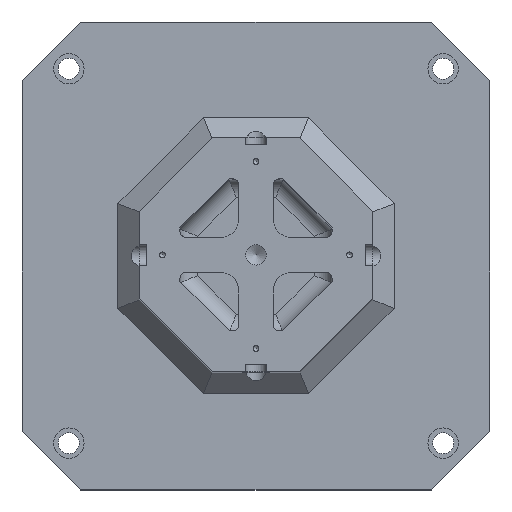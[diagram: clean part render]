
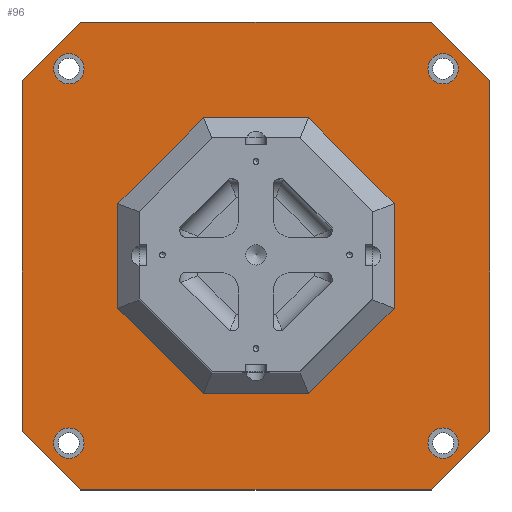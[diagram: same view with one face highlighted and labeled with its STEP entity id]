
A CAD part, top view. The second image highlights one B-rep face of the part: STEP entity #96.
In plain terms, the highlighted planar face has unit normal (0, 0, 1).
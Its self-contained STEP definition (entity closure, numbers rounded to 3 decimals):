
#96 = ADVANCED_FACE( '', ( #405, #406, #407, #408, #409, #410 ), #411, .T. );
#405 = FACE_BOUND( '', #1053, .T. );
#406 = FACE_BOUND( '', #1054, .T. );
#407 = FACE_BOUND( '', #1055, .T. );
#408 = FACE_BOUND( '', #1056, .T. );
#409 = FACE_BOUND( '', #1057, .T. );
#410 = FACE_OUTER_BOUND( '', #1058, .T. );
#411 = PLANE( '', #1059 );
#1053 = EDGE_LOOP( '', ( #1902 ) );
#1054 = EDGE_LOOP( '', ( #1903 ) );
#1055 = EDGE_LOOP( '', ( #1904 ) );
#1056 = EDGE_LOOP( '', ( #1905 ) );
#1057 = EDGE_LOOP( '', ( #1906, #1907, #1908, #1909, #1910, #1911, #1912, #1913 ) );
#1058 = EDGE_LOOP( '', ( #1914, #1915, #1916, #1917, #1918, #1919, #1920, #1921 ) );
#1059 = AXIS2_PLACEMENT_3D( '', #1922, #1923, #1924 );
#1902 = ORIENTED_EDGE( '', *, *, #3394, .T. );
#1903 = ORIENTED_EDGE( '', *, *, #3395, .T. );
#1904 = ORIENTED_EDGE( '', *, *, #3396, .T. );
#1905 = ORIENTED_EDGE( '', *, *, #3397, .T. );
#1906 = ORIENTED_EDGE( '', *, *, #3398, .T. );
#1907 = ORIENTED_EDGE( '', *, *, #3399, .T. );
#1908 = ORIENTED_EDGE( '', *, *, #3400, .T. );
#1909 = ORIENTED_EDGE( '', *, *, #3401, .T. );
#1910 = ORIENTED_EDGE( '', *, *, #3321, .T. );
#1911 = ORIENTED_EDGE( '', *, *, #3402, .T. );
#1912 = ORIENTED_EDGE( '', *, *, #3403, .T. );
#1913 = ORIENTED_EDGE( '', *, *, #3404, .T. );
#1914 = ORIENTED_EDGE( '', *, *, #3405, .T. );
#1915 = ORIENTED_EDGE( '', *, *, #3406, .T. );
#1916 = ORIENTED_EDGE( '', *, *, #3407, .T. );
#1917 = ORIENTED_EDGE( '', *, *, #3204, .T. );
#1918 = ORIENTED_EDGE( '', *, *, #3290, .T. );
#1919 = ORIENTED_EDGE( '', *, *, #3408, .T. );
#1920 = ORIENTED_EDGE( '', *, *, #3409, .T. );
#1921 = ORIENTED_EDGE( '', *, *, #3410, .T. );
#1922 = CARTESIAN_POINT( '', ( -200., -200., 40. ) );
#1923 = DIRECTION( '', ( 0., 0., 1. ) );
#1924 = DIRECTION( '', ( 1., 0., 0. ) );
#3204 = EDGE_CURVE( '', #3674, #3675, #3676, .F. );
#3290 = EDGE_CURVE( '', #3675, #3836, #3838, .T. );
#3321 = EDGE_CURVE( '', #3896, #3893, #3897, .T. );
#3394 = EDGE_CURVE( '', #4029, #4029, #4030, .T. );
#3395 = EDGE_CURVE( '', #4031, #4031, #4032, .T. );
#3396 = EDGE_CURVE( '', #4033, #4033, #4034, .T. );
#3397 = EDGE_CURVE( '', #4035, #4035, #4036, .T. );
#3398 = EDGE_CURVE( '', #4037, #4038, #4039, .T. );
#3399 = EDGE_CURVE( '', #4038, #4040, #4041, .T. );
#3400 = EDGE_CURVE( '', #4040, #4042, #4043, .T. );
#3401 = EDGE_CURVE( '', #4042, #3896, #4044, .T. );
#3402 = EDGE_CURVE( '', #3893, #4045, #4046, .T. );
#3403 = EDGE_CURVE( '', #4045, #4047, #4048, .T. );
#3404 = EDGE_CURVE( '', #4047, #4037, #4049, .T. );
#3405 = EDGE_CURVE( '', #4050, #4051, #4052, .T. );
#3406 = EDGE_CURVE( '', #4051, #4053, #4054, .F. );
#3407 = EDGE_CURVE( '', #4053, #3674, #4055, .T. );
#3408 = EDGE_CURVE( '', #3836, #4056, #4057, .F. );
#3409 = EDGE_CURVE( '', #4056, #4058, #4059, .T. );
#3410 = EDGE_CURVE( '', #4058, #4050, #4060, .F. );
#3674 = VERTEX_POINT( '', #4462 );
#3675 = VERTEX_POINT( '', #4463 );
#3676 = LINE( '', #4464, #4465 );
#3836 = VERTEX_POINT( '', #4682 );
#3838 = LINE( '', #4685, #4686 );
#3893 = VERTEX_POINT( '', #4755 );
#3896 = VERTEX_POINT( '', #4759 );
#3897 = LINE( '', #4760, #4761 );
#4029 = VERTEX_POINT( '', #4928 );
#4030 = CIRCLE( '', #4929, 13. );
#4031 = VERTEX_POINT( '', #4930 );
#4032 = CIRCLE( '', #4931, 13. );
#4033 = VERTEX_POINT( '', #4932 );
#4034 = CIRCLE( '', #4933, 13. );
#4035 = VERTEX_POINT( '', #4934 );
#4036 = CIRCLE( '', #4935, 13. );
#4037 = VERTEX_POINT( '', #4936 );
#4038 = VERTEX_POINT( '', #4937 );
#4039 = LINE( '', #4938, #4939 );
#4040 = VERTEX_POINT( '', #4940 );
#4041 = LINE( '', #4941, #4942 );
#4042 = VERTEX_POINT( '', #4943 );
#4043 = LINE( '', #4944, #4945 );
#4044 = LINE( '', #4946, #4947 );
#4045 = VERTEX_POINT( '', #4948 );
#4046 = LINE( '', #4949, #4950 );
#4047 = VERTEX_POINT( '', #4951 );
#4048 = LINE( '', #4952, #4953 );
#4049 = LINE( '', #4954, #4955 );
#4050 = VERTEX_POINT( '', #4956 );
#4051 = VERTEX_POINT( '', #4957 );
#4052 = LINE( '', #4958, #4959 );
#4053 = VERTEX_POINT( '', #4960 );
#4054 = LINE( '', #4961, #4962 );
#4055 = LINE( '', #4963, #4964 );
#4056 = VERTEX_POINT( '', #4965 );
#4057 = LINE( '', #4966, #4967 );
#4058 = VERTEX_POINT( '', #4968 );
#4059 = LINE( '', #4969, #4970 );
#4060 = LINE( '', #4971, #4972 );
#4462 = CARTESIAN_POINT( '', ( -150., 200., 40. ) );
#4463 = CARTESIAN_POINT( '', ( -200., 150., 40. ) );
#4464 = CARTESIAN_POINT( '', ( -375., -25., 40. ) );
#4465 = VECTOR( '', #5574, 1000. );
#4682 = CARTESIAN_POINT( '', ( -200., -150., 40. ) );
#4685 = CARTESIAN_POINT( '', ( -200., 200., 40. ) );
#4686 = VECTOR( '', #5711, 1000. );
#4755 = CARTESIAN_POINT( '', ( 118., 44.956, 40. ) );
#4759 = CARTESIAN_POINT( '', ( 44.956, 118., 40. ) );
#4760 = CARTESIAN_POINT( '', ( 112.728, 50.228, 40. ) );
#4761 = VECTOR( '', #5772, 1000. );
#4928 = CARTESIAN_POINT( '', ( -160., 147., 40. ) );
#4929 = AXIS2_PLACEMENT_3D( '', #5919, #5920, #5921 );
#4930 = CARTESIAN_POINT( '', ( -160., -173., 40. ) );
#4931 = AXIS2_PLACEMENT_3D( '', #5922, #5923, #5924 );
#4932 = CARTESIAN_POINT( '', ( 160., -173., 40. ) );
#4933 = AXIS2_PLACEMENT_3D( '', #5925, #5926, #5927 );
#4934 = CARTESIAN_POINT( '', ( 160., 147., 40. ) );
#4935 = AXIS2_PLACEMENT_3D( '', #5928, #5929, #5930 );
#4936 = CARTESIAN_POINT( '', ( -44.956, -118., 40. ) );
#4937 = CARTESIAN_POINT( '', ( -118., -44.956, 40. ) );
#4938 = CARTESIAN_POINT( '', ( -112.728, -50.228, 40. ) );
#4939 = VECTOR( '', #5931, 1000. );
#4940 = CARTESIAN_POINT( '', ( -118., 44.956, 40. ) );
#4941 = CARTESIAN_POINT( '', ( -118., 37.5, 40. ) );
#4942 = VECTOR( '', #5932, 1000. );
#4943 = CARTESIAN_POINT( '', ( -44.956, 118., 40. ) );
#4944 = CARTESIAN_POINT( '', ( -50.228, 112.728, 40. ) );
#4945 = VECTOR( '', #5933, 1000. );
#4946 = CARTESIAN_POINT( '', ( 37.5, 118., 40. ) );
#4947 = VECTOR( '', #5934, 1000. );
#4948 = CARTESIAN_POINT( '', ( 118., -44.956, 40. ) );
#4949 = CARTESIAN_POINT( '', ( 118., -37.5, 40. ) );
#4950 = VECTOR( '', #5935, 1000. );
#4951 = CARTESIAN_POINT( '', ( 44.956, -118., 40. ) );
#4952 = CARTESIAN_POINT( '', ( 50.228, -112.728, 40. ) );
#4953 = VECTOR( '', #5936, 1000. );
#4954 = CARTESIAN_POINT( '', ( -37.5, -118., 40. ) );
#4955 = VECTOR( '', #5937, 1000. );
#4956 = CARTESIAN_POINT( '', ( 200., -150., 40. ) );
#4957 = CARTESIAN_POINT( '', ( 200., 150., 40. ) );
#4958 = CARTESIAN_POINT( '', ( 200., -200., 40. ) );
#4959 = VECTOR( '', #5938, 1000. );
#4960 = CARTESIAN_POINT( '', ( 150., 200., 40. ) );
#4961 = CARTESIAN_POINT( '', ( 175., 175., 40. ) );
#4962 = VECTOR( '', #5939, 1000. );
#4963 = CARTESIAN_POINT( '', ( 200., 200., 40. ) );
#4964 = VECTOR( '', #5940, 1000. );
#4965 = CARTESIAN_POINT( '', ( -150., -200., 40. ) );
#4966 = CARTESIAN_POINT( '', ( -175., -175., 40. ) );
#4967 = VECTOR( '', #5941, 1000. );
#4968 = CARTESIAN_POINT( '', ( 150., -200., 40. ) );
#4969 = CARTESIAN_POINT( '', ( -200., -200., 40. ) );
#4970 = VECTOR( '', #5942, 1000. );
#4971 = CARTESIAN_POINT( '', ( -25., -375., 40. ) );
#4972 = VECTOR( '', #5943, 1000. );
#5574 = DIRECTION( '', ( 0.707, 0.707, 0. ) );
#5711 = DIRECTION( '', ( 0., -1., 0. ) );
#5772 = DIRECTION( '', ( 0.707, -0.707, 0. ) );
#5919 = CARTESIAN_POINT( '', ( -160., 160., 40. ) );
#5920 = DIRECTION( '', ( 0., 0., -1. ) );
#5921 = DIRECTION( '', ( 0., -1., 0. ) );
#5922 = CARTESIAN_POINT( '', ( -160., -160., 40. ) );
#5923 = DIRECTION( '', ( 0., 0., -1. ) );
#5924 = DIRECTION( '', ( 0., -1., 0. ) );
#5925 = CARTESIAN_POINT( '', ( 160., -160., 40. ) );
#5926 = DIRECTION( '', ( 0., 0., -1. ) );
#5927 = DIRECTION( '', ( 0., -1., 0. ) );
#5928 = CARTESIAN_POINT( '', ( 160., 160., 40. ) );
#5929 = DIRECTION( '', ( 0., 0., -1. ) );
#5930 = DIRECTION( '', ( 0., -1., 0. ) );
#5931 = DIRECTION( '', ( -0.707, 0.707, 0. ) );
#5932 = DIRECTION( '', ( 0., 1., 0. ) );
#5933 = DIRECTION( '', ( 0.707, 0.707, 0. ) );
#5934 = DIRECTION( '', ( 1., 0., 0. ) );
#5935 = DIRECTION( '', ( 0., -1., 0. ) );
#5936 = DIRECTION( '', ( -0.707, -0.707, 0. ) );
#5937 = DIRECTION( '', ( -1., 0., 0. ) );
#5938 = DIRECTION( '', ( 0., 1., 0. ) );
#5939 = DIRECTION( '', ( 0.707, -0.707, 0. ) );
#5940 = DIRECTION( '', ( -1., 0., 0. ) );
#5941 = DIRECTION( '', ( -0.707, 0.707, 0. ) );
#5942 = DIRECTION( '', ( 1., 0., 0. ) );
#5943 = DIRECTION( '', ( -0.707, -0.707, 0. ) );
